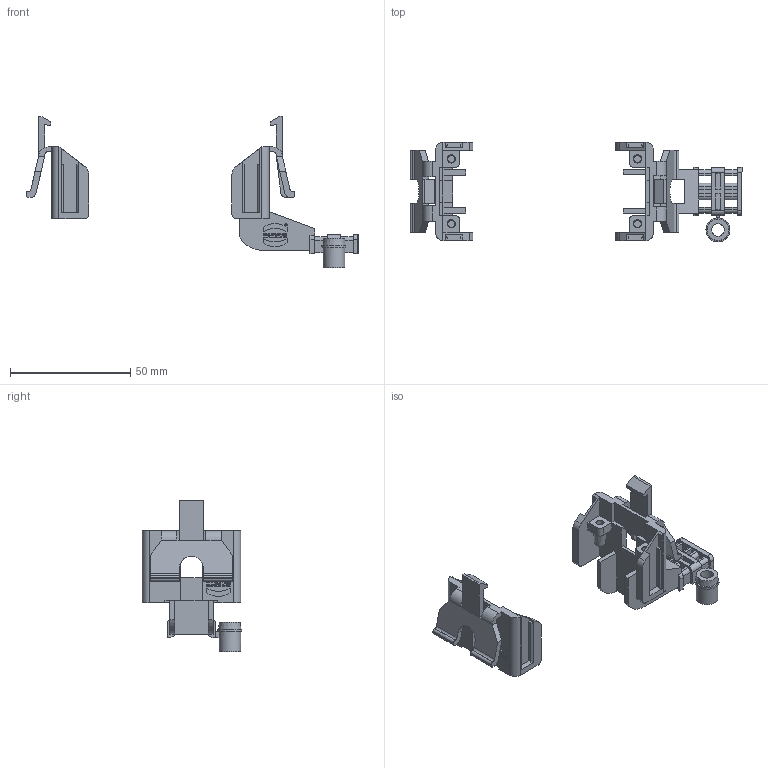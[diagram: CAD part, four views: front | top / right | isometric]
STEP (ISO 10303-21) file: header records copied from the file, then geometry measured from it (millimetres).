
FILE_DESCRIPTION(/* description */ (''),/* implementation_level */ '2;1');
FILE_NAME(/* name */ '100095089ugm000_c.stp',/* time_stamp */ '2018-03-15T14:23:55+01:00',/* author */ (''),/* organization */ (''),/* preprocessor_version */ 'ST-DEVELOPER v16',/* originating_system */ 'SIEMENS PLM Software NX 10.0',/* authorisation */ '');
FILE_SCHEMA (('AUTOMOTIVE_DESIGN { 1 0 10303 214 3 1 1 1 }'));
Length unit declared in the file: millimetre
Products named in the file (1): 100095089ugm000_c
Bounding box: 138.22 x 41.5 x 63.05 mm (x, y, z)
Volume: 18427.4 mm3; surface area: 19274 mm2
Topology: 2 solids, 2 shells, 601 faces, 1641 edges, 1081 vertices
Faces by surface type: plane 496, cylinder 88, extrusion 12, cone 5
Full cylindrical faces by diameter (mm): 0.671 x2, 0.984 x2, 3 x4, 3.25 x4, 3.4 x4, 5.2 x1, 9 x1, 10 x1
Entity records: 20968 total; most frequent: CARTESIAN_POINT 4310, ORIENTED_EDGE 3224, DIRECTION 2966, EDGE_CURVE 1612, VECTOR 1386, LINE 1374, VERTEX_POINT 1072, AXIS2_PLACEMENT_3D 790
